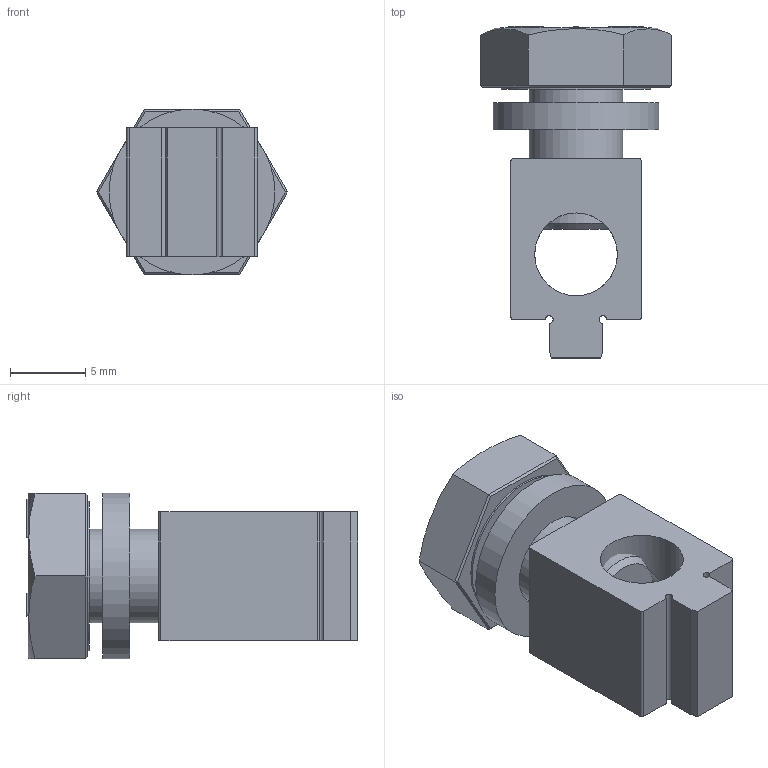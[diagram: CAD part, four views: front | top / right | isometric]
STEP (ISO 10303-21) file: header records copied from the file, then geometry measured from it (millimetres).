
FILE_DESCRIPTION(('FreeCAD Model'),'2;1');
FILE_NAME('Open CASCADE Shape Model','2022-09-27T15:56:17',('Author'),( ''),'Open CASCADE STEP processor 7.5','FreeCAD','Unknown');
FILE_SCHEMA(('AUTOMOTIVE_DESIGN { 1 0 10303 214 1 1 1 1 }'));
Length unit declared in the file: millimetre
Products named in the file (4): Unnamed; M6-Washer; 25F37HCS5T; Part1
Assembly tree (3 placements, depth 2):
  Unnamed
    M6-Washer
    25F37HCS5T
    Part1
Bounding box: 12.67 x 22 x 11 mm (x, y, z)
Volume: 1373.4 mm3; surface area: 1468.5 mm2
Topology: 3 solids, 3 shells, 102 faces, 242 edges, 151 vertices
Faces by surface type: plane 45, cylinder 38, torus 12, bspline 4, cone 3
Full cylindrical faces by diameter (mm): 5.359 x1, 5.486 x1, 6.223 x1, 6.4 x1, 9.906 x1, 11 x1
Entity records: 3397 total; most frequent: CARTESIAN_POINT 959, DIRECTION 495, ORIENTED_EDGE 482, EDGE_CURVE 241, AXIS2_PLACEMENT_3D 188, VERTEX_POINT 151, LINE 119, VECTOR 119
